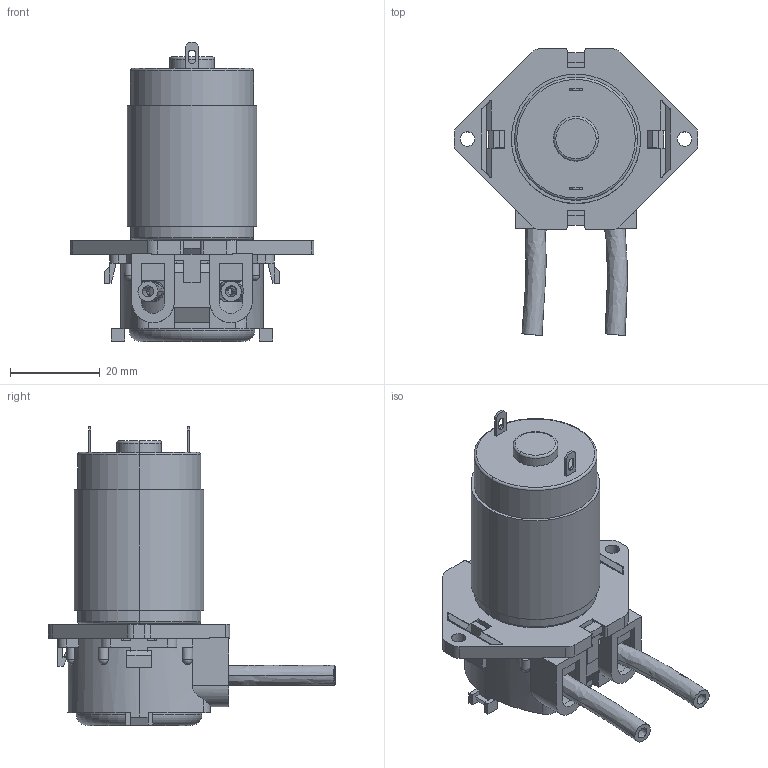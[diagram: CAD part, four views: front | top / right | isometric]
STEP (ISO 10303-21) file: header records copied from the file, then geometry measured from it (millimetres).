
FILE_DESCRIPTION (( 'STEP AP203' ), '1' );
FILE_NAME ('NKP-Ö±°å.STEP', '2021-06-15T06:20:24', ( '' ), ( '' ), 'SwSTEP 2.0', 'SolidWorks 2021', '' );
FILE_SCHEMA (( 'CONFIG_CONTROL_DESIGN' ));
Length unit declared in the file: millimetre
Products named in the file (1): NKP-眻啣
Bounding box: 54.5 x 64.13 x 66.8 mm (x, y, z)
Volume: 45238.5 mm3; surface area: 15451.2 mm2
Topology: 1 solids, 3 shells, 725 faces, 2029 edges, 1318 vertices
Faces by surface type: plane 334, bspline 182, cylinder 163, cone 17, sphere 17, torus 12
Entity records: 36690 total; most frequent: CARTESIAN_POINT 19051, ORIENTED_EDGE 4034, DIRECTION 3077, EDGE_CURVE 2017, VERTEX_POINT 1312, LINE 1209, VECTOR 1209, AXIS2_PLACEMENT_3D 934
